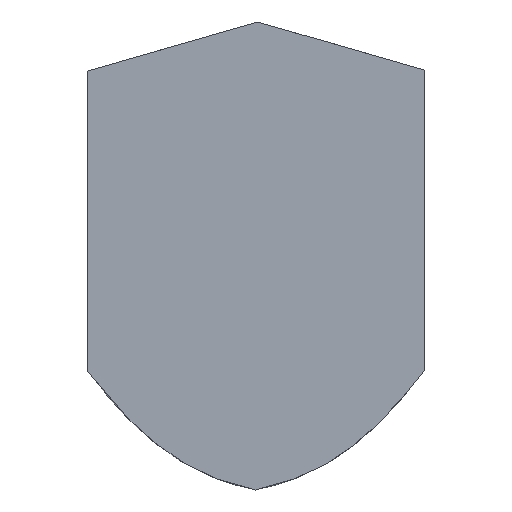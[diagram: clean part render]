
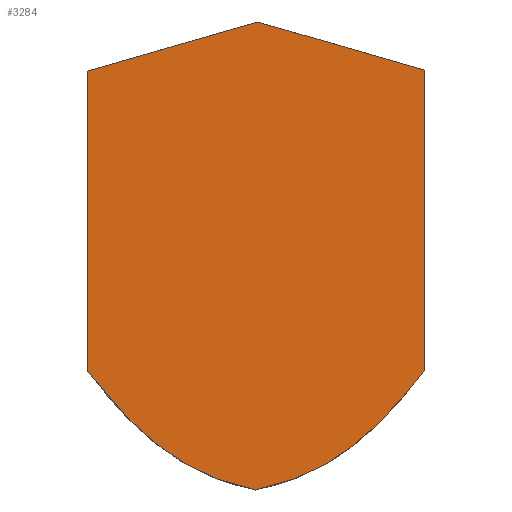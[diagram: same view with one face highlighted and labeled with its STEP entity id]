
A CAD part, front view. The second image highlights one B-rep face of the part: STEP entity #3284.
In plain terms, the highlighted planar face has unit normal (0, -1, 0).
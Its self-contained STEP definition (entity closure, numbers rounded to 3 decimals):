
#102=FACE_OUTER_BOUND('',#293,.T.);
#293=EDGE_LOOP('',(#2240,#2241,#2242,#2243,#2244,#2245,#2246));
#482=(
BOUNDED_CURVE()
B_SPLINE_CURVE(5,(#4625,#4626,#4627,#4628,#4629,#4630,#4631,#4632,#4633,
#4634),.UNSPECIFIED.,.F.,.F.)
B_SPLINE_CURVE_WITH_KNOTS((6,1,1,1,1,6),(-1.,-0.8,-0.6,-0.4,-0.2,0.),
 .UNSPECIFIED.)
CURVE()
GEOMETRIC_REPRESENTATION_ITEM()
RATIONAL_B_SPLINE_CURVE((1.,1.,1.,1.,1.,1.,1.,1.,1.,1.))
REPRESENTATION_ITEM('')
);
#495=(
BOUNDED_CURVE()
B_SPLINE_CURVE(5,(#4739,#4740,#4741,#4742,#4743,#4744,#4745,#4746,#4747,
#4748),.UNSPECIFIED.,.F.,.F.)
B_SPLINE_CURVE_WITH_KNOTS((6,1,1,1,1,6),(0.,0.2,0.4,0.6,0.8,1.),
 .UNSPECIFIED.)
CURVE()
GEOMETRIC_REPRESENTATION_ITEM()
RATIONAL_B_SPLINE_CURVE((1.,1.,1.,1.,1.,1.,1.,1.,1.,1.))
REPRESENTATION_ITEM('')
);
#582=LINE('',#4757,#989);
#583=LINE('',#4759,#990);
#584=LINE('',#4760,#991);
#585=LINE('',#4762,#992);
#586=LINE('',#4763,#993);
#989=VECTOR('',#3715,10.);
#990=VECTOR('',#3716,10.);
#991=VECTOR('',#3717,10.);
#992=VECTOR('',#3718,10.);
#993=VECTOR('',#3719,10.);
#1408=VERTEX_POINT('',#4622);
#1409=VERTEX_POINT('',#4624);
#1415=VERTEX_POINT('',#4738);
#1417=VERTEX_POINT('',#4755);
#1418=VERTEX_POINT('',#4756);
#1419=VERTEX_POINT('',#4758);
#1420=VERTEX_POINT('',#4761);
#1721=EDGE_CURVE('',#1409,#1408,#482,.T.);
#1735=EDGE_CURVE('',#1415,#1409,#495,.T.);
#1739=EDGE_CURVE('',#1417,#1418,#582,.T.);
#1740=EDGE_CURVE('',#1418,#1419,#583,.T.);
#1741=EDGE_CURVE('',#1419,#1415,#584,.T.);
#1742=EDGE_CURVE('',#1408,#1420,#585,.T.);
#1743=EDGE_CURVE('',#1420,#1417,#586,.T.);
#2240=ORIENTED_EDGE('',*,*,#1739,.T.);
#2241=ORIENTED_EDGE('',*,*,#1740,.T.);
#2242=ORIENTED_EDGE('',*,*,#1741,.T.);
#2243=ORIENTED_EDGE('',*,*,#1735,.T.);
#2244=ORIENTED_EDGE('',*,*,#1721,.T.);
#2245=ORIENTED_EDGE('',*,*,#1742,.T.);
#2246=ORIENTED_EDGE('',*,*,#1743,.T.);
#3130=PLANE('',#3482);
#3284=ADVANCED_FACE('',(#102),#3130,.F.);
#3482=AXIS2_PLACEMENT_3D('',#4754,#3713,#3714);
#3713=DIRECTION('center_axis',(0.,1.,0.));
#3714=DIRECTION('ref_axis',(1.,0.,0.));
#3715=DIRECTION('',(-0.961,0.,0.278));
#3716=DIRECTION('',(-0.961,0.,-0.277));
#3717=DIRECTION('',(0.,0.,-1.));
#3718=DIRECTION('',(0.59,0.,0.807));
#3719=DIRECTION('',(0.,0.,1.));
#4622=CARTESIAN_POINT('',(5.78,-0.2,-4.096));
#4624=CARTESIAN_POINT('',(-0.075,-0.2,-8.232));
#4625=CARTESIAN_POINT('Ctrl Pts',(-0.075,-0.2,-8.232));
#4626=CARTESIAN_POINT('Ctrl Pts',(0.289,-0.2,-8.156));
#4627=CARTESIAN_POINT('Ctrl Pts',(0.98,-0.2,-7.979));
#4628=CARTESIAN_POINT('Ctrl Pts',(1.903,-0.2,-7.635));
#4629=CARTESIAN_POINT('Ctrl Pts',(2.936,-0.2,-7.04));
#4630=CARTESIAN_POINT('Ctrl Pts',(4.01,-0.2,-6.146));
#4631=CARTESIAN_POINT('Ctrl Pts',(4.762,-0.2,-5.356));
#4632=CARTESIAN_POINT('Ctrl Pts',(5.286,-0.2,-4.737));
#4633=CARTESIAN_POINT('Ctrl Pts',(5.618,-0.2,-4.312));
#4634=CARTESIAN_POINT('Ctrl Pts',(5.78,-0.2,-4.096));
#4738=CARTESIAN_POINT('',(-5.93,-0.2,-4.096));
#4739=CARTESIAN_POINT('Ctrl Pts',(-5.93,-0.2,-4.096));
#4740=CARTESIAN_POINT('Ctrl Pts',(-5.769,-0.2,-4.312));
#4741=CARTESIAN_POINT('Ctrl Pts',(-5.436,-0.2,-4.737));
#4742=CARTESIAN_POINT('Ctrl Pts',(-4.913,-0.2,-5.356));
#4743=CARTESIAN_POINT('Ctrl Pts',(-4.161,-0.2,-6.146));
#4744=CARTESIAN_POINT('Ctrl Pts',(-3.087,-0.2,-7.04));
#4745=CARTESIAN_POINT('Ctrl Pts',(-2.053,-0.2,-7.635));
#4746=CARTESIAN_POINT('Ctrl Pts',(-1.131,-0.2,-7.979));
#4747=CARTESIAN_POINT('Ctrl Pts',(-0.44,-0.2,-8.156));
#4748=CARTESIAN_POINT('Ctrl Pts',(-0.075,-0.2,-8.232));
#4754=CARTESIAN_POINT('Origin',(-0.065,-0.2,-0.078));
#4755=CARTESIAN_POINT('',(5.8,-0.2,6.4));
#4756=CARTESIAN_POINT('',(0.,-0.2,8.076));
#4757=CARTESIAN_POINT('',(0.,-0.2,8.076));
#4758=CARTESIAN_POINT('',(-5.93,-0.2,6.365));
#4759=CARTESIAN_POINT('',(0.,-0.2,8.076));
#4760=CARTESIAN_POINT('',(-5.93,-0.2,6.365));
#4761=CARTESIAN_POINT('',(5.8,-0.2,-4.069));
#4762=CARTESIAN_POINT('',(5.8,-0.2,-4.069));
#4763=CARTESIAN_POINT('',(5.8,-0.2,6.4));
